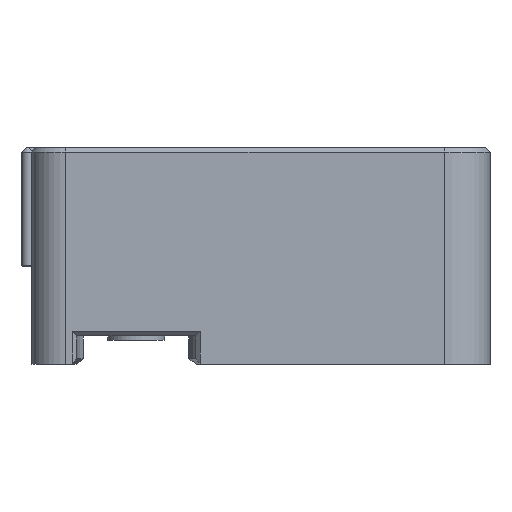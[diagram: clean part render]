
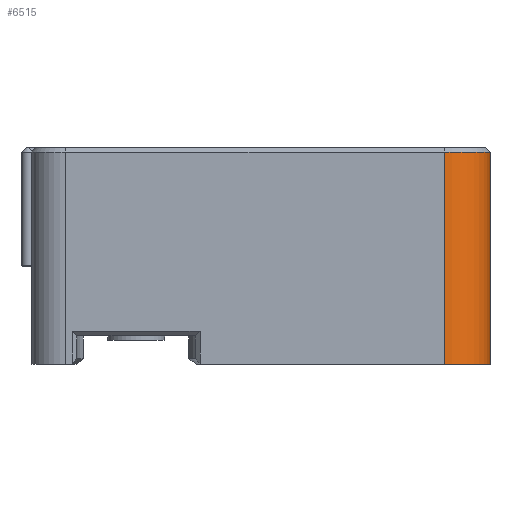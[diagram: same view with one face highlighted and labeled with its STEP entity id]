
A CAD part, left-side view. The second image highlights one B-rep face of the part: STEP entity #6515.
In plain terms, the highlighted cylindrical face has radius 4 mm (diameter 8 mm), a partial arc.
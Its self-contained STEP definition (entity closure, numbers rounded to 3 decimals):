
#1086 = CONICAL_SURFACE('',#1087,3.8,0.785);
#1087 = AXIS2_PLACEMENT_3D('',#1088,#1089,#1090);
#1088 = CARTESIAN_POINT('',(-7.3,-27.,18.8));
#1089 = DIRECTION('',(0.,0.,-1.));
#1090 = DIRECTION('',(-0.707,-0.707,-0.));
#1767 = VERTEX_POINT('',#1768);
#1768 = CARTESIAN_POINT('',(-7.3,-31.,18.6));
#1784 = PLANE('',#1785);
#1785 = AXIS2_PLACEMENT_3D('',#1786,#1787,#1788);
#1786 = CARTESIAN_POINT('',(18.667,-31.,12.131));
#1787 = DIRECTION('',(0.,-1.,0.));
#1788 = DIRECTION('',(-1.,0.,0.));
#3201 = VERTEX_POINT('',#3202);
#3202 = CARTESIAN_POINT('',(-11.3,-27.,18.6));
#3216 = PLANE('',#3217);
#3217 = AXIS2_PLACEMENT_3D('',#3218,#3219,#3220);
#3218 = CARTESIAN_POINT('',(-11.3,-10.5,7.));
#3219 = DIRECTION('',(-1.,0.,0.));
#3220 = DIRECTION('',(0.,0.,1.));
#3254 = EDGE_CURVE('',#3201,#1767,#3255,.T.);
#3255 = SURFACE_CURVE('',#3256,(#3261,#3268),.PCURVE_S1.);
#3256 = CIRCLE('',#3257,4.);
#3257 = AXIS2_PLACEMENT_3D('',#3258,#3259,#3260);
#3258 = CARTESIAN_POINT('',(-7.3,-27.,18.6));
#3259 = DIRECTION('',(0.,0.,1.));
#3260 = DIRECTION('',(-0.707,-0.707,0.));
#3261 = PCURVE('',#1086,#3262);
#3262 = DEFINITIONAL_REPRESENTATION('',(#3263),#3267);
#3263 = LINE('',#3264,#3265);
#3264 = CARTESIAN_POINT('',(12.566,0.2));
#3265 = VECTOR('',#3266,1.);
#3266 = DIRECTION('',(-1.,0.));
#3267 = ( GEOMETRIC_REPRESENTATION_CONTEXT(2) 
PARAMETRIC_REPRESENTATION_CONTEXT() REPRESENTATION_CONTEXT('2D SPACE',''
  ) );
#3268 = PCURVE('',#3269,#3274);
#3269 = CYLINDRICAL_SURFACE('',#3270,4.);
#3270 = AXIS2_PLACEMENT_3D('',#3271,#3272,#3273);
#3271 = CARTESIAN_POINT('',(-7.3,-27.,13.));
#3272 = DIRECTION('',(0.,0.,1.));
#3273 = DIRECTION('',(-0.707,-0.707,0.));
#3274 = DEFINITIONAL_REPRESENTATION('',(#3275),#3279);
#3275 = LINE('',#3276,#3277);
#3276 = CARTESIAN_POINT('',(-6.283,5.6));
#3277 = VECTOR('',#3278,1.);
#3278 = DIRECTION('',(1.,0.));
#3279 = ( GEOMETRIC_REPRESENTATION_CONTEXT(2) 
PARAMETRIC_REPRESENTATION_CONTEXT() REPRESENTATION_CONTEXT('2D SPACE',''
  ) );
#4071 = EDGE_CURVE('',#4072,#1767,#4074,.T.);
#4072 = VERTEX_POINT('',#4073);
#4073 = CARTESIAN_POINT('',(-7.3,-31.,0.));
#4074 = SURFACE_CURVE('',#4075,(#4079,#4086),.PCURVE_S1.);
#4075 = LINE('',#4076,#4077);
#4076 = CARTESIAN_POINT('',(-7.3,-31.,13.));
#4077 = VECTOR('',#4078,1.);
#4078 = DIRECTION('',(0.,0.,1.));
#4079 = PCURVE('',#1784,#4080);
#4080 = DEFINITIONAL_REPRESENTATION('',(#4081),#4085);
#4081 = LINE('',#4082,#4083);
#4082 = CARTESIAN_POINT('',(25.967,-0.869));
#4083 = VECTOR('',#4084,1.);
#4084 = DIRECTION('',(0.,-1.));
#4085 = ( GEOMETRIC_REPRESENTATION_CONTEXT(2) 
PARAMETRIC_REPRESENTATION_CONTEXT() REPRESENTATION_CONTEXT('2D SPACE',''
  ) );
#4086 = PCURVE('',#3269,#4087);
#4087 = DEFINITIONAL_REPRESENTATION('',(#4088),#4092);
#4088 = LINE('',#4089,#4090);
#4089 = CARTESIAN_POINT('',(0.785,0.));
#4090 = VECTOR('',#4091,1.);
#4091 = DIRECTION('',(0.,1.));
#4092 = ( GEOMETRIC_REPRESENTATION_CONTEXT(2) 
PARAMETRIC_REPRESENTATION_CONTEXT() REPRESENTATION_CONTEXT('2D SPACE',''
  ) );
#4110 = PLANE('',#4111);
#4111 = AXIS2_PLACEMENT_3D('',#4112,#4113,#4114);
#4112 = CARTESIAN_POINT('',(0.,10.,0.));
#4113 = DIRECTION('',(0.,0.,1.));
#4114 = DIRECTION('',(0.,-1.,0.));
#6450 = VERTEX_POINT('',#6451);
#6451 = CARTESIAN_POINT('',(-11.3,-27.,0.));
#6472 = EDGE_CURVE('',#3201,#6450,#6473,.T.);
#6473 = SURFACE_CURVE('',#6474,(#6478,#6485),.PCURVE_S1.);
#6474 = LINE('',#6475,#6476);
#6475 = CARTESIAN_POINT('',(-11.3,-27.,13.));
#6476 = VECTOR('',#6477,1.);
#6477 = DIRECTION('',(0.,0.,-1.));
#6478 = PCURVE('',#3216,#6479);
#6479 = DEFINITIONAL_REPRESENTATION('',(#6480),#6484);
#6480 = LINE('',#6481,#6482);
#6481 = CARTESIAN_POINT('',(6.,-16.5));
#6482 = VECTOR('',#6483,1.);
#6483 = DIRECTION('',(-1.,0.));
#6484 = ( GEOMETRIC_REPRESENTATION_CONTEXT(2) 
PARAMETRIC_REPRESENTATION_CONTEXT() REPRESENTATION_CONTEXT('2D SPACE',''
  ) );
#6485 = PCURVE('',#3269,#6486);
#6486 = DEFINITIONAL_REPRESENTATION('',(#6487),#6491);
#6487 = LINE('',#6488,#6489);
#6488 = CARTESIAN_POINT('',(-0.785,0.));
#6489 = VECTOR('',#6490,1.);
#6490 = DIRECTION('',(0.,-1.));
#6491 = ( GEOMETRIC_REPRESENTATION_CONTEXT(2) 
PARAMETRIC_REPRESENTATION_CONTEXT() REPRESENTATION_CONTEXT('2D SPACE',''
  ) );
#6515 = ADVANCED_FACE('',(#6516),#3269,.T.);
#6516 = FACE_BOUND('',#6517,.T.);
#6517 = EDGE_LOOP('',(#6518,#6519,#6520,#6542));
#6518 = ORIENTED_EDGE('',*,*,#3254,.F.);
#6519 = ORIENTED_EDGE('',*,*,#6472,.T.);
#6520 = ORIENTED_EDGE('',*,*,#6521,.T.);
#6521 = EDGE_CURVE('',#6450,#4072,#6522,.T.);
#6522 = SURFACE_CURVE('',#6523,(#6528,#6535),.PCURVE_S1.);
#6523 = CIRCLE('',#6524,4.);
#6524 = AXIS2_PLACEMENT_3D('',#6525,#6526,#6527);
#6525 = CARTESIAN_POINT('',(-7.3,-27.,0.));
#6526 = DIRECTION('',(0.,0.,1.));
#6527 = DIRECTION('',(-0.707,-0.707,0.
    ));
#6528 = PCURVE('',#3269,#6529);
#6529 = DEFINITIONAL_REPRESENTATION('',(#6530),#6534);
#6530 = LINE('',#6531,#6532);
#6531 = CARTESIAN_POINT('',(-6.283,-13.));
#6532 = VECTOR('',#6533,1.);
#6533 = DIRECTION('',(1.,0.));
#6534 = ( GEOMETRIC_REPRESENTATION_CONTEXT(2) 
PARAMETRIC_REPRESENTATION_CONTEXT() REPRESENTATION_CONTEXT('2D SPACE',''
  ) );
#6535 = PCURVE('',#4110,#6536);
#6536 = DEFINITIONAL_REPRESENTATION('',(#6537),#6541);
#6537 = CIRCLE('',#6538,4.);
#6538 = AXIS2_PLACEMENT_2D('',#6539,#6540);
#6539 = CARTESIAN_POINT('',(37.,-7.3));
#6540 = DIRECTION('',(0.707,-0.707));
#6541 = ( GEOMETRIC_REPRESENTATION_CONTEXT(2) 
PARAMETRIC_REPRESENTATION_CONTEXT() REPRESENTATION_CONTEXT('2D SPACE',''
  ) );
#6542 = ORIENTED_EDGE('',*,*,#4071,.T.);
